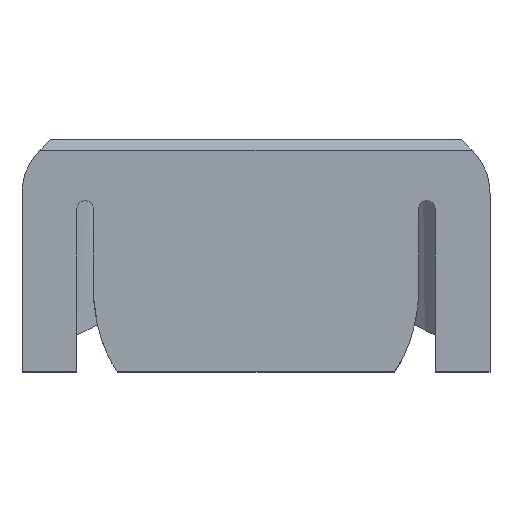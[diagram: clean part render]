
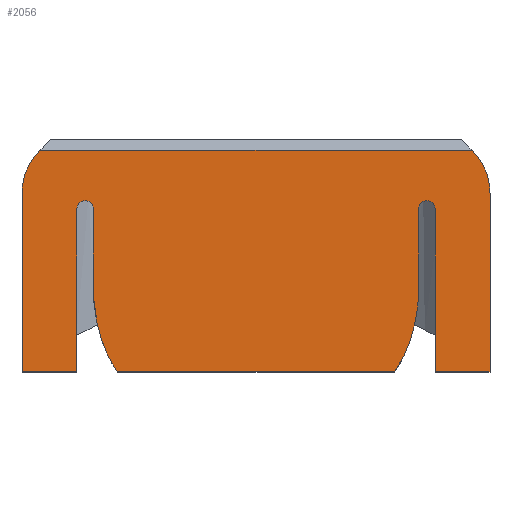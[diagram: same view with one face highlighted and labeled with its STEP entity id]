
A CAD part, left-side view. The second image highlights one B-rep face of the part: STEP entity #2056.
In plain terms, the highlighted planar face has unit normal (-1, 0, 0).
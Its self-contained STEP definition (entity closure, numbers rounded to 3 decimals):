
#79=B_SPLINE_CURVE_WITH_KNOTS('',3,(#3074,#3075,#3076,#3077,#3078,#3079),
 .UNSPECIFIED.,.F.,.F.,(4,2,4),(0.553,1.612,2.455),
 .UNSPECIFIED.);
#91=B_SPLINE_CURVE_WITH_KNOTS('',3,(#3283,#3284,#3285,#3286,#3287,#3288,
#3289,#3290),.UNSPECIFIED.,.F.,.F.,(4,2,2,4),(4.282,5.167,
6.747,7.635),.UNSPECIFIED.);
#142=PLANE('',#2197);
#211=FACE_OUTER_BOUND('',#322,.T.);
#322=EDGE_LOOP('',(#1514,#1515,#1516,#1517,#1518,#1519,#1520,#1521,#1522,
#1523,#1524,#1525,#1526,#1527,#1528,#1529,#1530,#1531));
#431=LINE('',#2946,#597);
#466=LINE('',#3327,#632);
#471=LINE('',#3339,#637);
#475=LINE('',#3346,#641);
#477=LINE('',#3350,#643);
#482=LINE('',#3363,#648);
#484=LINE('',#3368,#650);
#485=LINE('',#3370,#651);
#486=LINE('',#3372,#652);
#487=LINE('',#3376,#653);
#488=LINE('',#3378,#654);
#489=LINE('',#3380,#655);
#597=VECTOR('',#2393,10.);
#632=VECTOR('',#2468,10.);
#637=VECTOR('',#2479,10.);
#641=VECTOR('',#2485,10.);
#643=VECTOR('',#2491,10.);
#648=VECTOR('',#2502,10.);
#650=VECTOR('',#2508,10.);
#651=VECTOR('',#2509,10.);
#652=VECTOR('',#2512,10.);
#653=VECTOR('',#2515,10.);
#654=VECTOR('',#2516,10.);
#655=VECTOR('',#2517,10.);
#757=CIRCLE('',#2198,2.);
#758=CIRCLE('',#2199,2.);
#759=CIRCLE('',#2200,15.);
#760=CIRCLE('',#2201,15.);
#833=VERTEX_POINT('',#2943);
#834=VERTEX_POINT('',#2945);
#846=VERTEX_POINT('',#3068);
#847=VERTEX_POINT('',#3073);
#881=VERTEX_POINT('',#3277);
#882=VERTEX_POINT('',#3282);
#887=VERTEX_POINT('',#3324);
#888=VERTEX_POINT('',#3326);
#891=VERTEX_POINT('',#3336);
#892=VERTEX_POINT('',#3338);
#898=VERTEX_POINT('',#3360);
#899=VERTEX_POINT('',#3362);
#900=VERTEX_POINT('',#3366);
#901=VERTEX_POINT('',#3369);
#902=VERTEX_POINT('',#3373);
#903=VERTEX_POINT('',#3375);
#904=VERTEX_POINT('',#3377);
#905=VERTEX_POINT('',#3379);
#1054=EDGE_CURVE('',#834,#833,#431,.T.);
#1069=EDGE_CURVE('',#847,#846,#79,.T.);
#1114=EDGE_CURVE('',#882,#881,#91,.T.);
#1122=EDGE_CURVE('',#888,#887,#466,.T.);
#1128=EDGE_CURVE('',#892,#891,#471,.T.);
#1132=EDGE_CURVE('',#834,#891,#475,.T.);
#1134=EDGE_CURVE('',#882,#846,#477,.T.);
#1140=EDGE_CURVE('',#898,#899,#482,.T.);
#1142=EDGE_CURVE('',#900,#833,#757,.T.);
#1143=EDGE_CURVE('',#900,#847,#484,.T.);
#1144=EDGE_CURVE('',#881,#901,#485,.T.);
#1145=EDGE_CURVE('',#888,#901,#758,.T.);
#1146=EDGE_CURVE('',#899,#887,#486,.T.);
#1147=EDGE_CURVE('',#902,#898,#759,.T.);
#1148=EDGE_CURVE('',#903,#902,#487,.T.);
#1149=EDGE_CURVE('',#904,#903,#488,.T.);
#1150=EDGE_CURVE('',#905,#904,#489,.T.);
#1151=EDGE_CURVE('',#892,#905,#760,.T.);
#1514=ORIENTED_EDGE('',*,*,#1132,.F.);
#1515=ORIENTED_EDGE('',*,*,#1054,.T.);
#1516=ORIENTED_EDGE('',*,*,#1142,.F.);
#1517=ORIENTED_EDGE('',*,*,#1143,.T.);
#1518=ORIENTED_EDGE('',*,*,#1069,.T.);
#1519=ORIENTED_EDGE('',*,*,#1134,.F.);
#1520=ORIENTED_EDGE('',*,*,#1114,.T.);
#1521=ORIENTED_EDGE('',*,*,#1144,.T.);
#1522=ORIENTED_EDGE('',*,*,#1145,.F.);
#1523=ORIENTED_EDGE('',*,*,#1122,.T.);
#1524=ORIENTED_EDGE('',*,*,#1146,.F.);
#1525=ORIENTED_EDGE('',*,*,#1140,.F.);
#1526=ORIENTED_EDGE('',*,*,#1147,.F.);
#1527=ORIENTED_EDGE('',*,*,#1148,.F.);
#1528=ORIENTED_EDGE('',*,*,#1149,.F.);
#1529=ORIENTED_EDGE('',*,*,#1150,.F.);
#1530=ORIENTED_EDGE('',*,*,#1151,.F.);
#1531=ORIENTED_EDGE('',*,*,#1128,.T.);
#2056=ADVANCED_FACE('',(#211),#142,.T.);
#2197=AXIS2_PLACEMENT_3D('',#3365,#2504,#2505);
#2198=AXIS2_PLACEMENT_3D('',#3367,#2506,#2507);
#2199=AXIS2_PLACEMENT_3D('',#3371,#2510,#2511);
#2200=AXIS2_PLACEMENT_3D('',#3374,#2513,#2514);
#2201=AXIS2_PLACEMENT_3D('',#3381,#2518,#2519);
#2393=DIRECTION('',(0.,0.,1.));
#2468=DIRECTION('',(0.,0.,-1.));
#2479=DIRECTION('',(0.,0.,-1.));
#2485=DIRECTION('',(0.,1.,0.));
#2491=DIRECTION('',(0.,1.,0.));
#2502=DIRECTION('',(0.,0.,-1.));
#2504=DIRECTION('center_axis',(-1.,0.,0.));
#2505=DIRECTION('ref_axis',(0.,1.,0.));
#2506=DIRECTION('center_axis',(-1.,0.,0.));
#2507=DIRECTION('ref_axis',(0.,-0.707,0.707));
#2508=DIRECTION('',(0.,0.,-1.));
#2509=DIRECTION('',(0.,0.,1.));
#2510=DIRECTION('center_axis',(-1.,0.,0.));
#2511=DIRECTION('ref_axis',(0.,-0.707,0.707));
#2512=DIRECTION('',(0.,1.,0.));
#2513=DIRECTION('center_axis',(1.,0.,0.));
#2514=DIRECTION('ref_axis',(0.,-0.924,0.383));
#2515=DIRECTION('',(0.,-0.707,-0.707));
#2516=DIRECTION('',(0.,-1.,0.));
#2517=DIRECTION('',(0.,-0.707,0.707));
#2518=DIRECTION('center_axis',(1.,0.,0.));
#2519=DIRECTION('ref_axis',(0.,0.924,0.383));
#2943=CARTESIAN_POINT('',(0.,44.,-17.));
#2945=CARTESIAN_POINT('',(0.,44.,-57.));
#2946=CARTESIAN_POINT('',(0.,44.,-35.));
#3068=CARTESIAN_POINT('',(0.,34.078,-57.));
#3073=CARTESIAN_POINT('',(0.,40.,-38.24));
#3074=CARTESIAN_POINT('Ctrl Pts',(0.,40.,-38.24));
#3075=CARTESIAN_POINT('Ctrl Pts',(0.,39.708,-42.022));
#3076=CARTESIAN_POINT('Ctrl Pts',(0.,39.063,-45.948));
#3077=CARTESIAN_POINT('Ctrl Pts',(0.,36.783,-52.592));
#3078=CARTESIAN_POINT('Ctrl Pts',(0.,35.51,-54.998));
#3079=CARTESIAN_POINT('Ctrl Pts',(0.,34.078,-57.));
#3277=CARTESIAN_POINT('',(0.,-40.,-38.24));
#3282=CARTESIAN_POINT('',(0.,-34.078,-57.));
#3283=CARTESIAN_POINT('Ctrl Pts',(0.,-34.078,-57.));
#3284=CARTESIAN_POINT('Ctrl Pts',(0.,-35.078,-55.603));
#3285=CARTESIAN_POINT('Ctrl Pts',(0.,-35.932,-54.102));
#3286=CARTESIAN_POINT('Ctrl Pts',(0.,-37.958,-49.654));
#3287=CARTESIAN_POINT('Ctrl Pts',(0.,-38.806,-46.589));
#3288=CARTESIAN_POINT('Ctrl Pts',(0.,-39.651,-41.778));
#3289=CARTESIAN_POINT('Ctrl Pts',(0.,-39.863,-40.013));
#3290=CARTESIAN_POINT('Ctrl Pts',(0.,-40.,-38.24));
#3324=CARTESIAN_POINT('',(0.,-44.,-57.));
#3326=CARTESIAN_POINT('',(0.,-44.,-17.));
#3327=CARTESIAN_POINT('',(0.,-44.,-35.));
#3336=CARTESIAN_POINT('',(0.,57.5,-57.));
#3338=CARTESIAN_POINT('',(0.,57.5,-13.213));
#3339=CARTESIAN_POINT('',(0.,57.5,0.));
#3346=CARTESIAN_POINT('',(0.,-57.5,-57.));
#3350=CARTESIAN_POINT('',(0.,-57.5,-57.));
#3360=CARTESIAN_POINT('',(0.,-57.5,-13.213));
#3362=CARTESIAN_POINT('',(0.,-57.5,-57.));
#3363=CARTESIAN_POINT('',(0.,-57.5,0.));
#3365=CARTESIAN_POINT('Origin',(0.,-57.5,0.));
#3366=CARTESIAN_POINT('',(0.,40.,-17.));
#3367=CARTESIAN_POINT('Origin',(0.,42.,-17.));
#3368=CARTESIAN_POINT('',(0.,40.,-35.));
#3369=CARTESIAN_POINT('',(0.,-40.,-17.));
#3370=CARTESIAN_POINT('',(0.,-40.,-35.));
#3371=CARTESIAN_POINT('Origin',(0.,-42.,-17.));
#3372=CARTESIAN_POINT('',(0.,-57.5,-57.));
#3373=CARTESIAN_POINT('',(0.,-53.107,-2.607));
#3374=CARTESIAN_POINT('Origin',(0.,-42.5,-13.213));
#3375=CARTESIAN_POINT('',(0.,-53.1,-2.6));
#3376=CARTESIAN_POINT('',(0.,-54.,-3.5));
#3377=CARTESIAN_POINT('',(0.,53.1,-2.6));
#3378=CARTESIAN_POINT('',(0.,-28.75,-2.6));
#3379=CARTESIAN_POINT('',(0.,53.107,-2.607));
#3380=CARTESIAN_POINT('',(0.,25.25,25.25));
#3381=CARTESIAN_POINT('Origin',(0.,42.5,-13.213));
